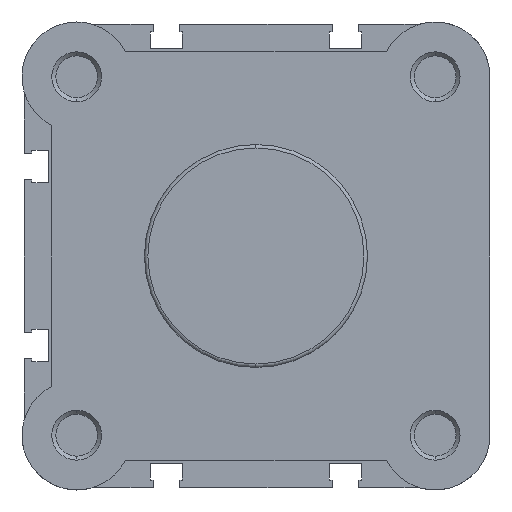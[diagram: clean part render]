
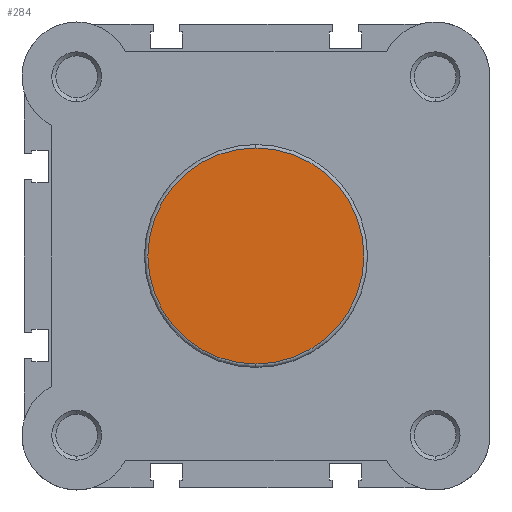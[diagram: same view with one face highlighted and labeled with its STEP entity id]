
A CAD part, left-side view. The second image highlights one B-rep face of the part: STEP entity #284.
In plain terms, the highlighted planar face has unit normal (-1, 0, 0).
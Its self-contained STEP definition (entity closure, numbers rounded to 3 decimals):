
#66 = ORIENTED_EDGE ( 'NONE', *, *, #1161, .T. ) ;
#73 = ORIENTED_EDGE ( 'NONE', *, *, #1053, .T. ) ;
#284 = ADVANCED_FACE ( 'NONE', ( #5490 ), #2122, .F. ) ;
#644 = VERTEX_POINT ( 'NONE', #2422 ) ;
#675 = VERTEX_POINT ( 'NONE', #2453 ) ;
#1053 = EDGE_CURVE ( 'NONE', #675, #644, #3134, .T. ) ;
#1161 = EDGE_CURVE ( 'NONE', #644, #675, #3289, .T. ) ;
#1441 = AXIS2_PLACEMENT_3D ( 'NONE', #2113, #2130, #2131 ) ;
#1535 = AXIS2_PLACEMENT_3D ( 'NONE', #3804, #3806, #3807 ) ;
#1591 = AXIS2_PLACEMENT_3D ( 'NONE', #4079, #4081, #4082 ) ;
#2113 = CARTESIAN_POINT ( 'NONE',  ( 0., 22.4, 0. ) ) ;
#2122 = PLANE ( 'NONE',  #1441 ) ;
#2130 = DIRECTION ( 'NONE',  ( 1., 0., 0. ) ) ;
#2131 = DIRECTION ( 'NONE',  ( 0., 0., -1. ) ) ;
#2422 = CARTESIAN_POINT ( 'NONE',  ( 0., 0., -21.7 ) ) ;
#2453 = CARTESIAN_POINT ( 'NONE',  ( 0., 0., 21.7 ) ) ;
#3134 = CIRCLE ( 'NONE', #1535, 21.7 ) ;
#3289 = CIRCLE ( 'NONE', #1591, 21.7 ) ;
#3804 = CARTESIAN_POINT ( 'NONE',  ( 0., 0., 0. ) ) ;
#3806 = DIRECTION ( 'NONE',  ( -1., 0., 0. ) ) ;
#3807 = DIRECTION ( 'NONE',  ( 0., 0., -1. ) ) ;
#4079 = CARTESIAN_POINT ( 'NONE',  ( 0., 0., 0. ) ) ;
#4081 = DIRECTION ( 'NONE',  ( -1., 0., 0. ) ) ;
#4082 = DIRECTION ( 'NONE',  ( 0., 0., -1. ) ) ;
#5017 = EDGE_LOOP ( 'NONE', ( #66, #73 ) ) ;
#5490 = FACE_OUTER_BOUND ( 'NONE', #5017, .T. ) ;
